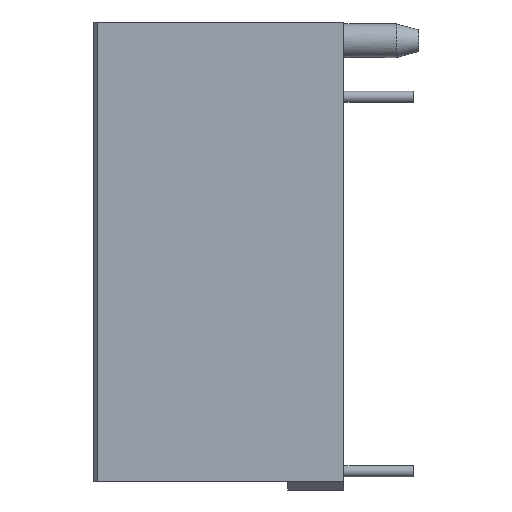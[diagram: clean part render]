
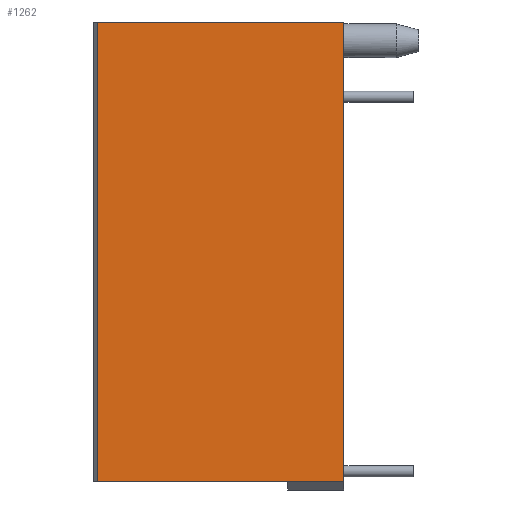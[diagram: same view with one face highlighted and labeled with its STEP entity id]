
A CAD part, left-side view. The second image highlights one B-rep face of the part: STEP entity #1262.
In plain terms, the highlighted free-form (B-spline) face has degree [1, 1] with [2, 2] control points.
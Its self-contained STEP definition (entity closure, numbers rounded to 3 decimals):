
#1227=CARTESIAN_POINT('F61',(-7.7,13.15,
   0.0));
#1228=CARTESIAN_POINT('F61',(-7.7,0.0,0.0));
#1229=CARTESIAN_POINT('F61',(-7.7,13.15,
   25.0));
#1230=CARTESIAN_POINT('F61',(-7.7,0.0,25.0));
#1231=B_SPLINE_SURFACE_WITH_KNOTS('F61',1,1,((#1227,#1229),(#1228,
   #1230)),.PLANE_SURF.,.F.,.F.,.U.,(2,2),(2,2),(0.0,1.0),(0.0,
   1.901),.UNSPECIFIED.);
#1232=CARTESIAN_POINT('V82',(-7.7,13.15,
   0.48));
#1233=VERTEX_POINT('V82',#1232);
#1234=CARTESIAN_POINT('V99',(-7.7,0.,
   0.48));
#1235=VERTEX_POINT('V99',#1234);
#1236=CARTESIAN_POINT('E134',(-7.7,13.15,
   0.48));
#1237=CARTESIAN_POINT('E134',(-7.7,0.,
   0.48));
#1238=B_SPLINE_CURVE_WITH_KNOTS('E134',1,(#1236,#1237),
   .POLYLINE_FORM.,.F.,.U.,(2,2),(0.0,16.541),
   .UNSPECIFIED.);
#1239=EDGE_CURVE('E134',#1233,#1235,#1238,.T.);
#1240=ORIENTED_EDGE('E134',*,*,#1239,.T.);
#1241=CARTESIAN_POINT('V124',(-7.7,0.,
   25.));
#1242=VERTEX_POINT('V124',#1241);
#1243=CARTESIAN_POINT('E184',(-7.7,0.0,
   0.48));
#1244=CARTESIAN_POINT('E184',(-7.7,0.0,25.0));
#1245=QUASI_UNIFORM_CURVE('E184',1,(#1243,#1244),.POLYLINE_FORM.,.F.,
   .U.);
#1246=EDGE_CURVE('E184',#1235,#1242,#1245,.T.);
#1247=ORIENTED_EDGE('E184',*,*,#1246,.T.);
#1248=CARTESIAN_POINT('V83',(-7.7,13.15,
   25.0));
#1249=VERTEX_POINT('V83',#1248);
#1250=CARTESIAN_POINT('E185',(-7.7,0.0,25.0));
#1251=CARTESIAN_POINT('E185',(-7.7,13.15,
   25.0));
#1252=QUASI_UNIFORM_CURVE('E185',1,(#1250,#1251),.POLYLINE_FORM.,.F.,
   .U.);
#1253=EDGE_CURVE('E185',#1242,#1249,#1252,.T.);
#1254=ORIENTED_EDGE('E185',*,*,#1253,.T.);
#1255=CARTESIAN_POINT('E111',(-7.7,13.15,
   0.48));
#1256=CARTESIAN_POINT('E111',(-7.7,13.15,
   25.0));
#1257=B_SPLINE_CURVE_WITH_KNOTS('E111',1,(#1255,#1256),
   .POLYLINE_FORM.,.F.,.U.,(2,2),(1.358,
   70.711),.UNSPECIFIED.);
#1258=EDGE_CURVE('E111',#1233,#1249,#1257,.T.);
#1259=ORIENTED_EDGE('E111',*,*,#1258,.F.);
#1260=EDGE_LOOP('F61',(#1240,#1247,#1254,#1259));
#1261=FACE_OUTER_BOUND('F61',#1260,.T.);
#1262=ADVANCED_FACE('F61',(#1261),#1231,.T.);
